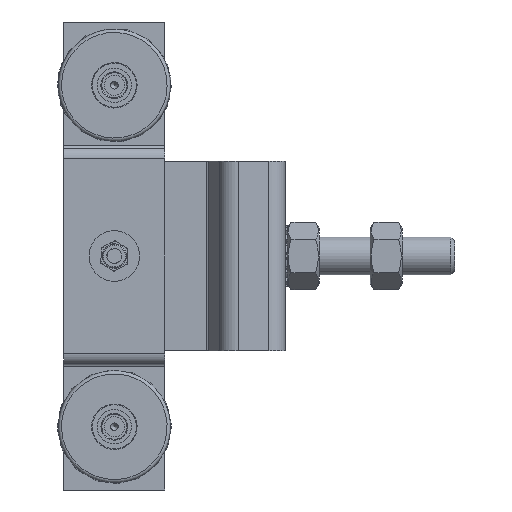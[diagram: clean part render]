
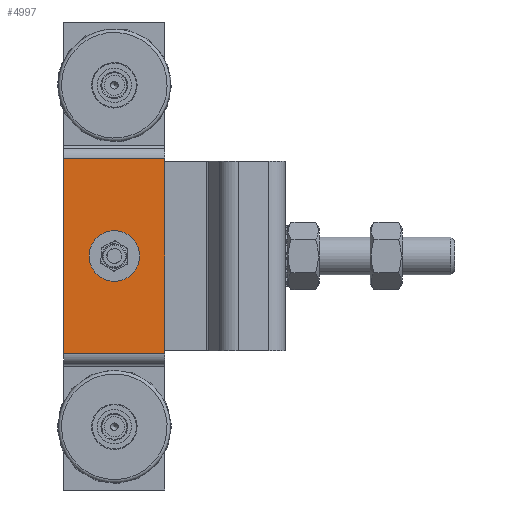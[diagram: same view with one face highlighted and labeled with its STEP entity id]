
A CAD part, left-side view. The second image highlights one B-rep face of the part: STEP entity #4997.
In plain terms, the highlighted face is planar.
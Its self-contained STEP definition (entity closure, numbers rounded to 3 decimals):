
#419=FACE_BOUND('',#1004,.T.);
#550=PLANE('',#5373);
#696=FACE_OUTER_BOUND('',#1003,.T.);
#1003=EDGE_LOOP('',(#3646,#3647,#3648,#3649));
#1004=EDGE_LOOP('',(#3650));
#1439=LINE('',#7877,#1724);
#1440=LINE('',#7881,#1725);
#1441=LINE('',#7883,#1726);
#1442=LINE('',#7884,#1727);
#1724=VECTOR('',#6222,80.);
#1725=VECTOR('',#6227,154.);
#1726=VECTOR('',#6228,80.);
#1727=VECTOR('',#6229,154.);
#1973=CIRCLE('',#5353,12.75);
#2338=VERTEX_POINT('',#7831);
#2355=VERTEX_POINT('',#7874);
#2356=VERTEX_POINT('',#7876);
#2357=VERTEX_POINT('',#7880);
#2358=VERTEX_POINT('',#7882);
#2850=EDGE_CURVE('',#2338,#2338,#1973,.T.);
#2870=EDGE_CURVE('',#2356,#2355,#1439,.T.);
#2872=EDGE_CURVE('',#2355,#2357,#1440,.T.);
#2873=EDGE_CURVE('',#2358,#2357,#1441,.T.);
#2874=EDGE_CURVE('',#2358,#2356,#1442,.T.);
#3646=ORIENTED_EDGE('',*,*,#2872,.T.);
#3647=ORIENTED_EDGE('',*,*,#2873,.F.);
#3648=ORIENTED_EDGE('',*,*,#2874,.T.);
#3649=ORIENTED_EDGE('',*,*,#2870,.T.);
#3650=ORIENTED_EDGE('',*,*,#2850,.T.);
#4997=ADVANCED_FACE('',(#696,#419),#550,.T.);
#5353=AXIS2_PLACEMENT_3D('',#7832,#6176,#6177);
#5373=AXIS2_PLACEMENT_3D('',#7879,#6225,#6226);
#6176=DIRECTION('center_axis',(0.,-1.,0.));
#6177=DIRECTION('ref_axis',(1.,0.,0.));
#6222=DIRECTION('',(0.,0.,1.));
#6225=DIRECTION('center_axis',(0.,1.,0.));
#6226=DIRECTION('ref_axis',(0.,0.,1.));
#6227=DIRECTION('',(1.,0.,0.));
#6228=DIRECTION('',(0.,0.,1.));
#6229=DIRECTION('',(-1.,0.,0.));
#7831=CARTESIAN_POINT('',(210.75,107.396,40.));
#7832=CARTESIAN_POINT('Origin',(198.,107.396,40.));
#7874=CARTESIAN_POINT('',(121.,107.396,80.));
#7876=CARTESIAN_POINT('',(121.,107.396,0.));
#7877=CARTESIAN_POINT('',(121.,107.396,0.));
#7879=CARTESIAN_POINT('Origin',(198.,107.396,0.));
#7880=CARTESIAN_POINT('',(275.,107.396,80.));
#7881=CARTESIAN_POINT('',(275.,107.396,80.));
#7882=CARTESIAN_POINT('',(275.,107.396,0.));
#7883=CARTESIAN_POINT('',(275.,107.396,0.));
#7884=CARTESIAN_POINT('',(275.,107.396,0.));
